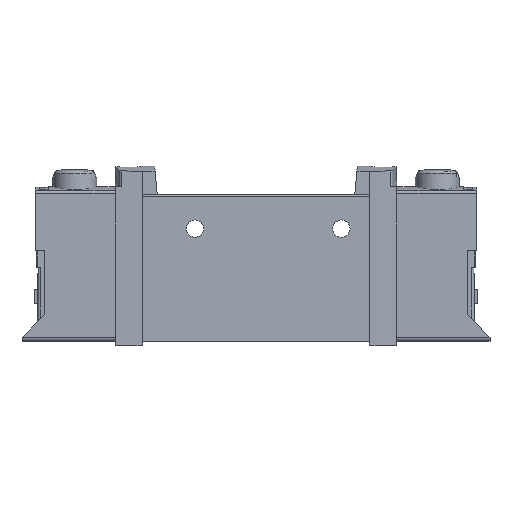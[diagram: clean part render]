
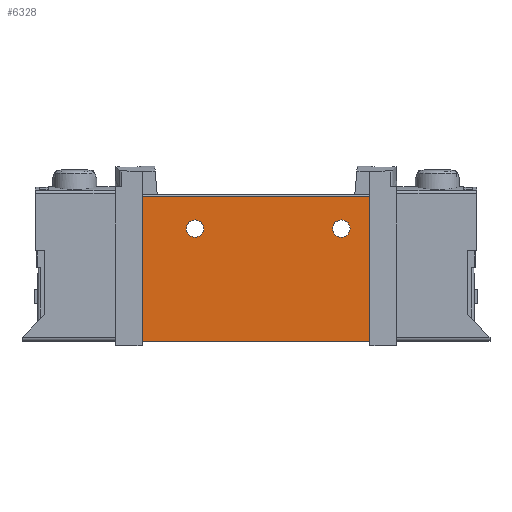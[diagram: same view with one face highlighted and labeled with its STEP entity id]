
A CAD part, top view. The second image highlights one B-rep face of the part: STEP entity #6328.
In plain terms, the highlighted planar face has unit normal (0, 0, 1).
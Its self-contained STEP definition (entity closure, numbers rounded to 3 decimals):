
#102=PLANE('',#6846);
#581=LINE('',#9960,#1237);
#651=LINE('',#10130,#1307);
#654=LINE('',#10138,#1310);
#657=LINE('',#10146,#1313);
#1237=VECTOR('',#7804,1000.);
#1307=VECTOR('',#7944,1000.);
#1310=VECTOR('',#7951,1000.);
#1313=VECTOR('',#7960,1000.);
#2258=ORIENTED_EDGE('',*,*,#3996,.F.);
#2259=ORIENTED_EDGE('',*,*,#3997,.F.);
#2260=ORIENTED_EDGE('',*,*,#3899,.T.);
#2261=ORIENTED_EDGE('',*,*,#3998,.F.);
#2262=ORIENTED_EDGE('',*,*,#3989,.F.);
#2263=ORIENTED_EDGE('',*,*,#3993,.T.);
#3899=EDGE_CURVE('',#4780,#4779,#581,.T.);
#3989=EDGE_CURVE('',#4844,#4845,#651,.T.);
#3993=EDGE_CURVE('',#4844,#4780,#654,.T.);
#3996=EDGE_CURVE('',#4848,#4848,#5210,.F.);
#3997=EDGE_CURVE('',#4849,#4849,#5211,.F.);
#3998=EDGE_CURVE('',#4845,#4779,#657,.T.);
#4779=VERTEX_POINT('',#9959);
#4780=VERTEX_POINT('',#9961);
#4844=VERTEX_POINT('',#10129);
#4845=VERTEX_POINT('',#10131);
#4848=VERTEX_POINT('',#10143);
#4849=VERTEX_POINT('',#10145);
#5210=CIRCLE('',#6847,1.6);
#5211=CIRCLE('',#6848,1.6);
#5404=EDGE_LOOP('',(#2258));
#5405=EDGE_LOOP('',(#2259));
#5406=EDGE_LOOP('',(#2260,#2261,#2262,#2263));
#5840=FACE_BOUND('',#5404,.T.);
#5841=FACE_BOUND('',#5405,.T.);
#5842=FACE_BOUND('',#5406,.T.);
#6328=ADVANCED_FACE('',(#5840,#5841,#5842),#102,.F.);
#6846=AXIS2_PLACEMENT_3D('',#10141,#7954,#7955);
#6847=AXIS2_PLACEMENT_3D('',#10142,#7956,#7957);
#6848=AXIS2_PLACEMENT_3D('',#10144,#7958,#7959);
#7804=DIRECTION('',(0.,-1.,0.));
#7944=DIRECTION('',(0.,-1.,0.));
#7951=DIRECTION('',(-1.,0.,0.));
#7954=DIRECTION('',(0.,0.,-1.));
#7955=DIRECTION('',(-1.,0.,0.));
#7956=DIRECTION('',(0.,0.,-1.));
#7957=DIRECTION('',(-1.,0.,0.));
#7958=DIRECTION('',(0.,0.,-1.));
#7959=DIRECTION('',(-1.,0.,0.));
#7960=DIRECTION('',(-1.,0.,0.));
#9959=CARTESIAN_POINT('',(-21.,0.,5.1));
#9960=CARTESIAN_POINT('',(-21.,26.7,5.1));
#9961=CARTESIAN_POINT('',(-21.,26.7,5.1));
#10129=CARTESIAN_POINT('',(21.,26.7,5.1));
#10130=CARTESIAN_POINT('',(21.,26.7,5.1));
#10131=CARTESIAN_POINT('',(21.,0.,5.1));
#10138=CARTESIAN_POINT('',(21.,26.7,5.1));
#10141=CARTESIAN_POINT('',(21.,26.7,5.1));
#10142=CARTESIAN_POINT('',(-11.25,20.8,5.1));
#10143=CARTESIAN_POINT('',(-12.85,20.8,5.1));
#10144=CARTESIAN_POINT('',(15.75,20.8,5.1));
#10145=CARTESIAN_POINT('',(14.15,20.8,5.1));
#10146=CARTESIAN_POINT('',(21.,0.,5.1));
